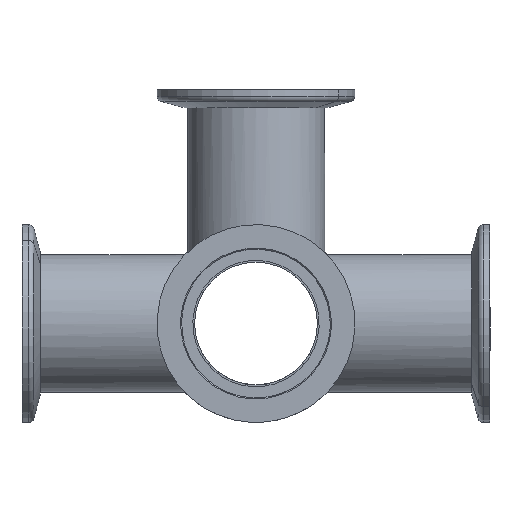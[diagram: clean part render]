
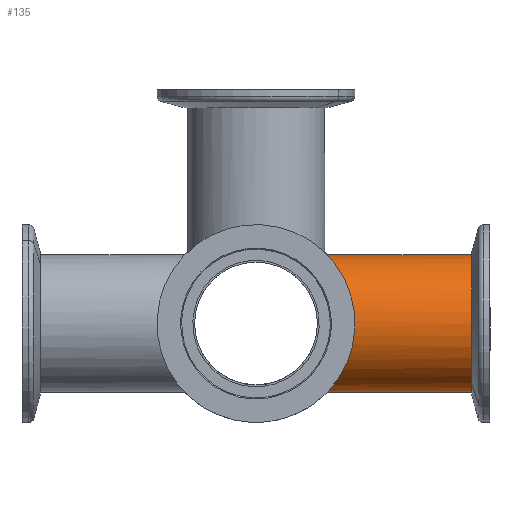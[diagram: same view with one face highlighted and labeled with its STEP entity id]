
A CAD part, front view. The second image highlights one B-rep face of the part: STEP entity #135.
In plain terms, the highlighted cylindrical face has radius 19.05 mm (diameter 38.1 mm), a partial arc.
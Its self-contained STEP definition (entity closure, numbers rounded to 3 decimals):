
#70 = DIRECTION ( 'NONE',  ( -1., 0., 0. ) ) ;
#135 = ADVANCED_FACE ( 'NONE', ( #810 ), #789, .T. ) ;
#170 = DIRECTION ( 'NONE',  ( 0., 0., -1. ) ) ;
#173 = EDGE_CURVE ( 'NONE', #1403, #1139, #439, .T. ) ;
#175 = DIRECTION ( 'NONE',  ( 1., 0., 0. ) ) ;
#183 = CARTESIAN_POINT ( 'NONE',  ( 61.5, 0., 0. ) ) ;
#204 = EDGE_LOOP ( 'NONE', ( #378, #1236, #387, #1035, #488 ) ) ;
#334 = LINE ( 'NONE', #1197, #1125 ) ;
#340 = CARTESIAN_POINT ( 'NONE',  ( 19.05, 0., 19.05 ) ) ;
#378 = ORIENTED_EDGE ( 'NONE', *, *, #1360, .F. ) ;
#387 = ORIENTED_EDGE ( 'NONE', *, *, #173, .T. ) ;
#433 = CARTESIAN_POINT ( 'NONE',  ( 19.939, -19.939, -19.05 ) ) ;
#439 = LINE ( 'NONE', #1169, #1251 ) ;
#488 = ORIENTED_EDGE ( 'NONE', *, *, #1064, .F. ) ;
#506 =( BOUNDED_CURVE ( )  B_SPLINE_CURVE ( 3, ( #1180, #433, #1411, #753 ),
 .UNSPECIFIED., .F., .F. ) 
 B_SPLINE_CURVE_WITH_KNOTS ( ( 4, 4 ),
 ( 1.571, 3.927 ),
 .UNSPECIFIED. ) 
 CURVE ( )  GEOMETRIC_REPRESENTATION_ITEM ( )  RATIONAL_B_SPLINE_CURVE ( ( 1., 0.588, 0.588, 1. ) ) 
 REPRESENTATION_ITEM ( '' )  );
#519 = AXIS2_PLACEMENT_3D ( 'NONE', #935, #728, #945 ) ;
#563 = EDGE_CURVE ( 'NONE', #1314, #1139, #1417, .T. ) ;
#618 = CARTESIAN_POINT ( 'NONE',  ( 61.5, 0., -19.05 ) ) ;
#658 = DIRECTION ( 'NONE',  ( -1., 0., 0. ) ) ;
#708 = VERTEX_POINT ( 'NONE', #618 ) ;
#728 = DIRECTION ( 'NONE',  ( -1., 0., 0. ) ) ;
#736 = CARTESIAN_POINT ( 'NONE',  ( 0., 0., -19.05 ) ) ;
#740 = CIRCLE ( 'NONE', #1345, 19.05 ) ;
#753 = CARTESIAN_POINT ( 'NONE',  ( 13.47, -13.47, 13.47 ) ) ;
#758 = EDGE_CURVE ( 'NONE', #1403, #708, #740, .T. ) ;
#780 = CARTESIAN_POINT ( 'NONE',  ( 19.05, -5.12, 19.05 ) ) ;
#781 = CARTESIAN_POINT ( 'NONE',  ( 61.5, 0., 19.05 ) ) ;
#789 = CYLINDRICAL_SURFACE ( 'NONE', #519, 19.05 ) ;
#810 = FACE_OUTER_BOUND ( 'NONE', #204, .T. ) ;
#933 = CARTESIAN_POINT ( 'NONE',  ( 13.47, -13.47, 13.47 ) ) ;
#935 = CARTESIAN_POINT ( 'NONE',  ( 61.5, 0., 0. ) ) ;
#945 = DIRECTION ( 'NONE',  ( 0., 0., 1. ) ) ;
#965 = VERTEX_POINT ( 'NONE', #736 ) ;
#979 = CARTESIAN_POINT ( 'NONE',  ( 13.47, -13.47, 13.47 ) ) ;
#1035 = ORIENTED_EDGE ( 'NONE', *, *, #563, .F. ) ;
#1064 = EDGE_CURVE ( 'NONE', #965, #1314, #506, .T. ) ;
#1125 = VECTOR ( 'NONE', #658, 1000. ) ;
#1139 = VERTEX_POINT ( 'NONE', #340 ) ;
#1160 = CARTESIAN_POINT ( 'NONE',  ( 17.091, -9.85, 17.091 ) ) ;
#1169 = CARTESIAN_POINT ( 'NONE',  ( 61.5, 0., 19.05 ) ) ;
#1180 = CARTESIAN_POINT ( 'NONE',  ( 0., 0., -19.05 ) ) ;
#1197 = CARTESIAN_POINT ( 'NONE',  ( 61.5, 0., -19.05 ) ) ;
#1236 = ORIENTED_EDGE ( 'NONE', *, *, #758, .F. ) ;
#1251 = VECTOR ( 'NONE', #70, 1000. ) ;
#1314 = VERTEX_POINT ( 'NONE', #979 ) ;
#1345 = AXIS2_PLACEMENT_3D ( 'NONE', #183, #175, #170 ) ;
#1360 = EDGE_CURVE ( 'NONE', #708, #965, #334, .T. ) ;
#1403 = VERTEX_POINT ( 'NONE', #781 ) ;
#1411 = CARTESIAN_POINT ( 'NONE',  ( 27.569, -27.569, -0.629 ) ) ;
#1417 =( BOUNDED_CURVE ( )  B_SPLINE_CURVE ( 3, ( #933, #1160, #780, #1432 ),
 .UNSPECIFIED., .F., .T. ) 
 B_SPLINE_CURVE_WITH_KNOTS ( ( 4, 4 ),
 ( 2.356, 3.142 ),
 .UNSPECIFIED. ) 
 CURVE ( )  GEOMETRIC_REPRESENTATION_ITEM ( )  RATIONAL_B_SPLINE_CURVE ( ( 1., 0.949, 0.949, 1. ) ) 
 REPRESENTATION_ITEM ( '' )  );
#1432 = CARTESIAN_POINT ( 'NONE',  ( 19.05, 0., 19.05 ) ) ;
